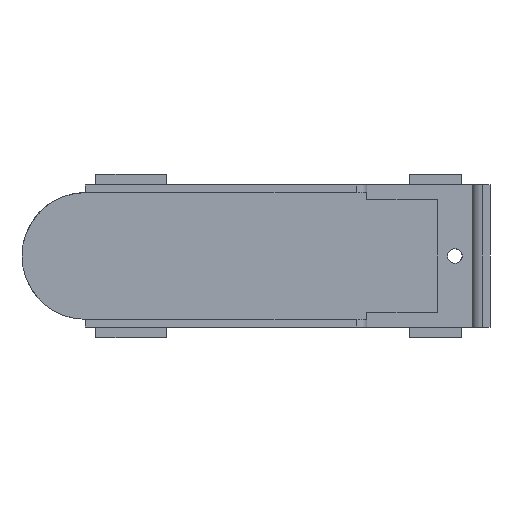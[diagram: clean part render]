
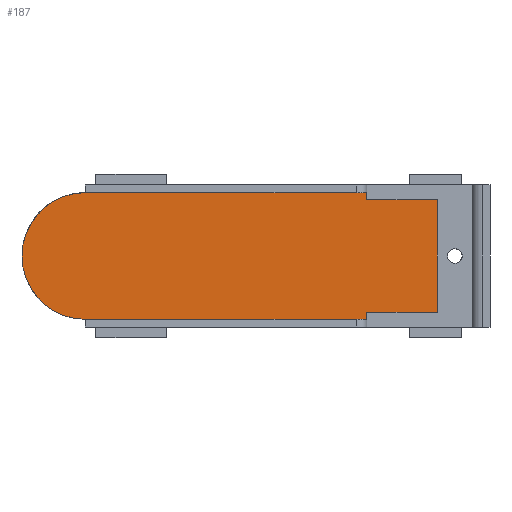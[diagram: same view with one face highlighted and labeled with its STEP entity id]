
A CAD part, front view. The second image highlights one B-rep face of the part: STEP entity #187.
In plain terms, the highlighted planar face has unit normal (0, -1, 0).
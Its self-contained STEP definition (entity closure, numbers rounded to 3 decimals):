
#5 = PLANE ( 'NONE',  #121 ) ;
#62 = CARTESIAN_POINT ( 'NONE',  ( -107., -5., 18. ) ) ;
#66 = CARTESIAN_POINT ( 'NONE',  ( -27., -5., -16. ) ) ;
#114 = CARTESIAN_POINT ( 'NONE',  ( -27., -5., 16. ) ) ;
#121 = AXIS2_PLACEMENT_3D ( 'NONE', #881, #461, #660 ) ;
#147 = CARTESIAN_POINT ( 'NONE',  ( -27., -5., -18. ) ) ;
#186 = ORIENTED_EDGE ( 'NONE', *, *, #440, .F. ) ;
#187 = ADVANCED_FACE ( 'NONE', ( #1004 ), #5, .T. ) ;
#209 = DIRECTION ( 'NONE',  ( 0., 0., -1. ) ) ;
#228 = LINE ( 'NONE', #114, #1367 ) ;
#255 = CARTESIAN_POINT ( 'NONE',  ( -107., -5., -18. ) ) ;
#334 = ORIENTED_EDGE ( 'NONE', *, *, #822, .F. ) ;
#340 = VECTOR ( 'NONE', #773, 1000. ) ;
#356 = VECTOR ( 'NONE', #519, 1000. ) ;
#430 = CARTESIAN_POINT ( 'NONE',  ( -107., -5., 0. ) ) ;
#440 = EDGE_CURVE ( 'NONE', #1063, #749, #877, .T. ) ;
#443 = CARTESIAN_POINT ( 'NONE',  ( -7., -5., -16. ) ) ;
#461 = DIRECTION ( 'NONE',  ( 0., -1., 0. ) ) ;
#469 = CARTESIAN_POINT ( 'NONE',  ( -27., -5., 16. ) ) ;
#479 = LINE ( 'NONE', #255, #665 ) ;
#480 = ORIENTED_EDGE ( 'NONE', *, *, #493, .F. ) ;
#493 = EDGE_CURVE ( 'NONE', #703, #498, #795, .T. ) ;
#498 = VERTEX_POINT ( 'NONE', #1240 ) ;
#519 = DIRECTION ( 'NONE',  ( 1., 0., 0. ) ) ;
#534 = CIRCLE ( 'NONE', #895, 18. ) ;
#586 = LINE ( 'NONE', #443, #340 ) ;
#605 = ORIENTED_EDGE ( 'NONE', *, *, #1135, .F. ) ;
#606 = CARTESIAN_POINT ( 'NONE',  ( -107., -5., -18. ) ) ;
#660 = DIRECTION ( 'NONE',  ( 0., 0., -1. ) ) ;
#665 = VECTOR ( 'NONE', #1124, 1000. ) ;
#699 = VERTEX_POINT ( 'NONE', #814 ) ;
#703 = VERTEX_POINT ( 'NONE', #62 ) ;
#713 = VERTEX_POINT ( 'NONE', #606 ) ;
#723 = VERTEX_POINT ( 'NONE', #66 ) ;
#741 = EDGE_CURVE ( 'NONE', #703, #713, #534, .T. ) ;
#749 = VERTEX_POINT ( 'NONE', #1208 ) ;
#765 = CARTESIAN_POINT ( 'NONE',  ( -7., -5., 16. ) ) ;
#773 = DIRECTION ( 'NONE',  ( 0., 0., -1. ) ) ;
#793 = LINE ( 'NONE', #894, #815 ) ;
#795 = LINE ( 'NONE', #1001, #827 ) ;
#802 = DIRECTION ( 'NONE',  ( 1., 0., 0. ) ) ;
#814 = CARTESIAN_POINT ( 'NONE',  ( -7., -5., -16. ) ) ;
#815 = VECTOR ( 'NONE', #1120, 1000. ) ;
#822 = EDGE_CURVE ( 'NONE', #723, #965, #1398, .T. ) ;
#824 = ORIENTED_EDGE ( 'NONE', *, *, #1039, .F. ) ;
#827 = VECTOR ( 'NONE', #802, 1000. ) ;
#873 = EDGE_LOOP ( 'NONE', ( #334, #824, #605, #186, #1053, #480, #1288, #1179 ) ) ;
#877 = LINE ( 'NONE', #765, #356 ) ;
#881 = CARTESIAN_POINT ( 'NONE',  ( 0., -5., 0. ) ) ;
#894 = CARTESIAN_POINT ( 'NONE',  ( -7., -5., -16. ) ) ;
#895 = AXIS2_PLACEMENT_3D ( 'NONE', #430, #1307, #209 ) ;
#917 = DIRECTION ( 'NONE',  ( 0., 0., -1. ) ) ;
#965 = VERTEX_POINT ( 'NONE', #147 ) ;
#1001 = CARTESIAN_POINT ( 'NONE',  ( -107., -5., 18. ) ) ;
#1004 = FACE_OUTER_BOUND ( 'NONE', #873, .T. ) ;
#1039 = EDGE_CURVE ( 'NONE', #699, #723, #793, .T. ) ;
#1053 = ORIENTED_EDGE ( 'NONE', *, *, #1084, .F. ) ;
#1063 = VERTEX_POINT ( 'NONE', #469 ) ;
#1072 = VECTOR ( 'NONE', #1176, 1000. ) ;
#1084 = EDGE_CURVE ( 'NONE', #498, #1063, #228, .T. ) ;
#1120 = DIRECTION ( 'NONE',  ( -1., 0., 0. ) ) ;
#1124 = DIRECTION ( 'NONE',  ( -1., 0., 0. ) ) ;
#1135 = EDGE_CURVE ( 'NONE', #749, #699, #586, .T. ) ;
#1176 = DIRECTION ( 'NONE',  ( 0., 0., -1. ) ) ;
#1179 = ORIENTED_EDGE ( 'NONE', *, *, #1188, .F. ) ;
#1188 = EDGE_CURVE ( 'NONE', #965, #713, #479, .T. ) ;
#1208 = CARTESIAN_POINT ( 'NONE',  ( -7., -5., 16. ) ) ;
#1240 = CARTESIAN_POINT ( 'NONE',  ( -27., -5., 18. ) ) ;
#1288 = ORIENTED_EDGE ( 'NONE', *, *, #741, .T. ) ;
#1307 = DIRECTION ( 'NONE',  ( 0., -1., 0. ) ) ;
#1367 = VECTOR ( 'NONE', #917, 1000. ) ;
#1398 = LINE ( 'NONE', #1414, #1072 ) ;
#1414 = CARTESIAN_POINT ( 'NONE',  ( -27., -5., -16. ) ) ;
